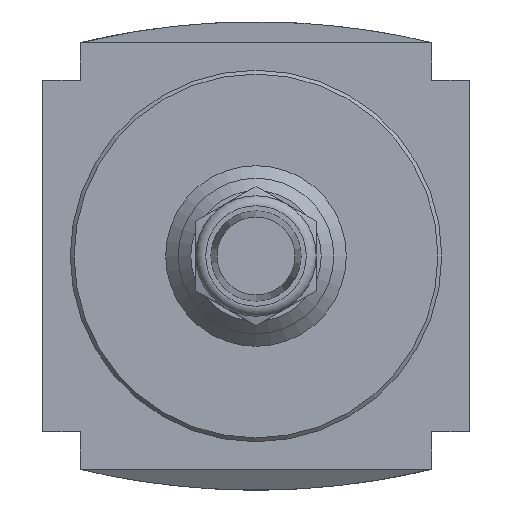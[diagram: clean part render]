
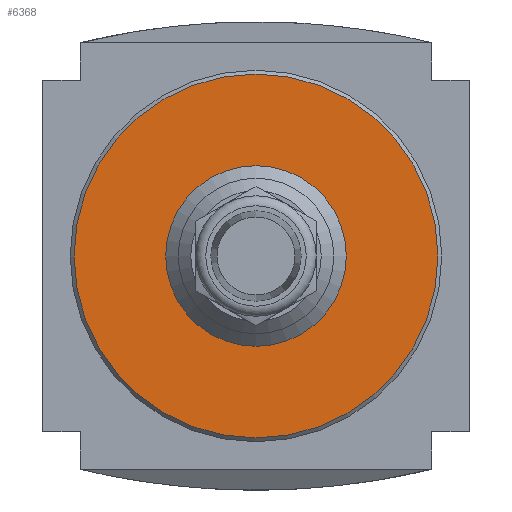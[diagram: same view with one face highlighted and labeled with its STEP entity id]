
A CAD part, front view. The second image highlights one B-rep face of the part: STEP entity #6368.
In plain terms, the highlighted planar face has unit normal (0, -1, 0).
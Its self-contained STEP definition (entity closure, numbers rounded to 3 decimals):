
#1581=PLANE('',#9486);
#1817=CIRCLE('',#9485,36.25);
#1818=CIRCLE('',#9487,18.);
#3436=ORIENTED_EDGE('',*,*,#4375,.F.);
#3437=ORIENTED_EDGE('',*,*,#4374,.T.);
#4374=EDGE_CURVE('',#4974,#4974,#1817,.T.);
#4375=EDGE_CURVE('',#4975,#4975,#1818,.T.);
#4974=VERTEX_POINT('',#13196);
#4975=VERTEX_POINT('',#13199);
#5457=EDGE_LOOP('',(#3436));
#5458=EDGE_LOOP('',(#3437));
#5944=FACE_BOUND('',#5457,.T.);
#5945=FACE_BOUND('',#5458,.T.);
#6368=ADVANCED_FACE('',(#5944,#5945),#1581,.F.);
#9485=AXIS2_PLACEMENT_3D('',#13195,#11254,#11255);
#9486=AXIS2_PLACEMENT_3D('',#13197,#11256,#11257);
#9487=AXIS2_PLACEMENT_3D('',#13198,#11258,#11259);
#11254=DIRECTION('',(0.,-1.,0.));
#11255=DIRECTION('',(0.,0.,-1.));
#11256=DIRECTION('',(0.,1.,0.));
#11257=DIRECTION('',(0.,0.,1.));
#11258=DIRECTION('',(0.,-1.,0.));
#11259=DIRECTION('',(0.,0.,-1.));
#13195=CARTESIAN_POINT('',(0.,-54.,0.));
#13196=CARTESIAN_POINT('',(0.,-54.,-36.25));
#13197=CARTESIAN_POINT('',(36.25,-54.,0.));
#13198=CARTESIAN_POINT('',(0.,-54.,0.));
#13199=CARTESIAN_POINT('',(0.,-54.,-18.));
